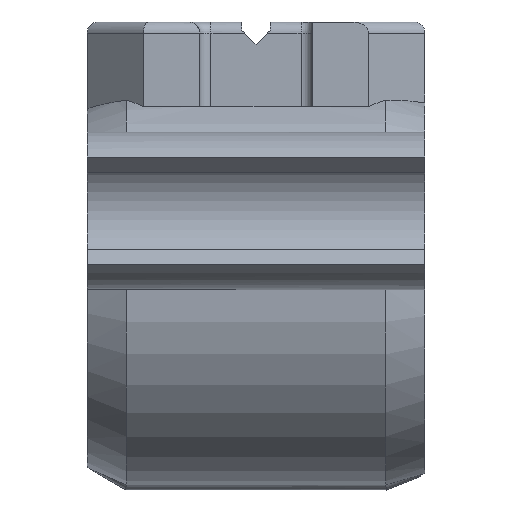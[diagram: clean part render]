
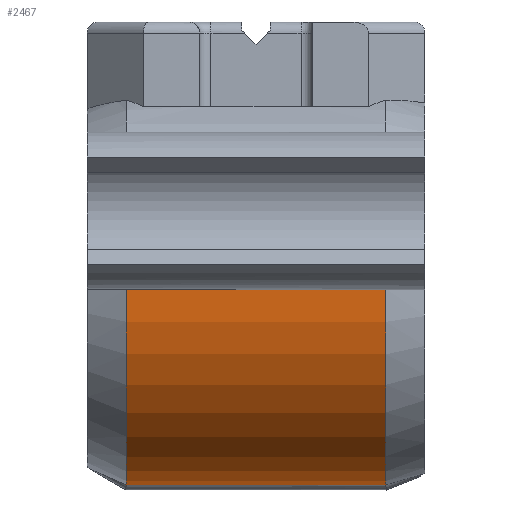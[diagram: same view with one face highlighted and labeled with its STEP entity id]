
A CAD part, left-side view. The second image highlights one B-rep face of the part: STEP entity #2467.
In plain terms, the highlighted cylindrical face has radius 7 mm (diameter 14 mm), a partial arc.
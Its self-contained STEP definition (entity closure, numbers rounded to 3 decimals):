
#257=FACE_OUTER_BOUND('',#406,.T.);
#406=EDGE_LOOP('',(#1903,#1904,#1905,#1906));
#587=LINE('',#4077,#754);
#590=LINE('',#4119,#757);
#754=VECTOR('',#3243,10.);
#757=VECTOR('',#3272,10.);
#879=CIRCLE('',#2702,7.);
#881=CIRCLE('',#2707,7.);
#1072=VERTEX_POINT('',#4068);
#1073=VERTEX_POINT('',#4075);
#1077=VERTEX_POINT('',#4099);
#1079=VERTEX_POINT('',#4117);
#1373=EDGE_CURVE('',#1073,#1072,#587,.T.);
#1380=EDGE_CURVE('',#1072,#1077,#879,.T.);
#1385=EDGE_CURVE('',#1079,#1073,#881,.T.);
#1386=EDGE_CURVE('',#1079,#1077,#590,.T.);
#1903=ORIENTED_EDGE('',*,*,#1380,.F.);
#1904=ORIENTED_EDGE('',*,*,#1373,.F.);
#1905=ORIENTED_EDGE('',*,*,#1385,.F.);
#1906=ORIENTED_EDGE('',*,*,#1386,.T.);
#2362=CYLINDRICAL_SURFACE('',#2706,7.);
#2467=ADVANCED_FACE('',(#257),#2362,.T.);
#2702=AXIS2_PLACEMENT_3D('',#4100,#3259,#3260);
#2706=AXIS2_PLACEMENT_3D('',#4116,#3268,#3269);
#2707=AXIS2_PLACEMENT_3D('',#4118,#3270,#3271);
#3243=DIRECTION('',(0.,1.,0.));
#3259=DIRECTION('center_axis',(0.,1.,0.));
#3260=DIRECTION('ref_axis',(-0.906,0.,0.423));
#3268=DIRECTION('center_axis',(0.,1.,0.));
#3269=DIRECTION('ref_axis',(0.906,0.,-0.423));
#3270=DIRECTION('center_axis',(0.,-1.,0.));
#3271=DIRECTION('ref_axis',(-0.906,0.,0.423));
#3272=DIRECTION('',(0.,1.,0.));
#4068=CARTESIAN_POINT('',(2.142,10.6,-6.664));
#4075=CARTESIAN_POINT('',(2.142,1.4,-6.664));
#4077=CARTESIAN_POINT('',(2.142,0.,-6.664));
#4099=CARTESIAN_POINT('',(-7.,10.6,-0.02));
#4100=CARTESIAN_POINT('Origin',(0.,10.6,0.));
#4116=CARTESIAN_POINT('Origin',(0.,0.,0.));
#4117=CARTESIAN_POINT('',(-7.,1.4,-0.02));
#4118=CARTESIAN_POINT('Origin',(0.,1.4,0.));
#4119=CARTESIAN_POINT('',(-7.,0.,-0.02));
